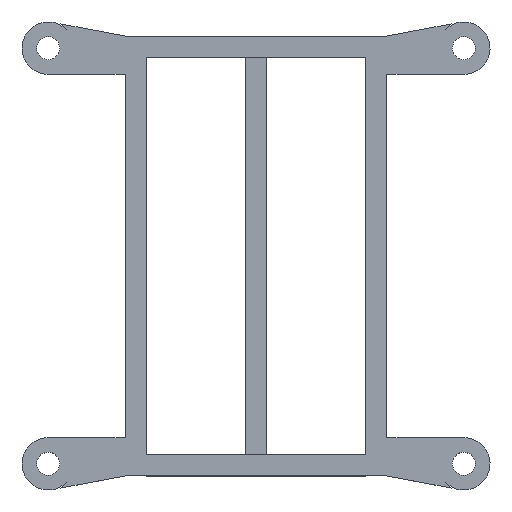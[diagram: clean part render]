
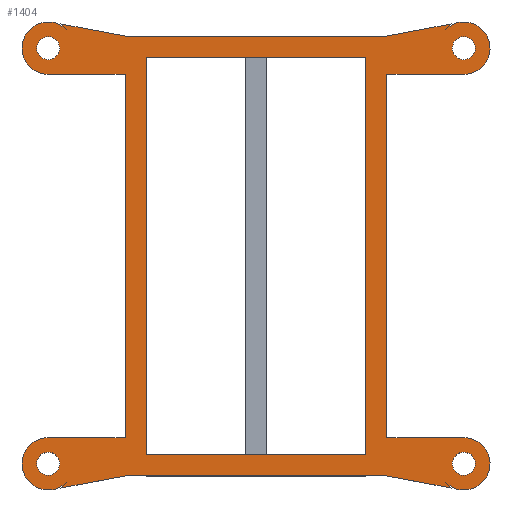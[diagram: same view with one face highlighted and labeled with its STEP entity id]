
A CAD part, top view. The second image highlights one B-rep face of the part: STEP entity #1404.
In plain terms, the highlighted planar face has unit normal (0, 0, 1).
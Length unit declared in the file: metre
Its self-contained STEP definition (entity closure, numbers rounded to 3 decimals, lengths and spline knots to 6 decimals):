
#20=CIRCLE('',#1464,0.0011);
#22=CIRCLE('',#1467,0.0011);
#24=CIRCLE('',#1470,0.0011);
#26=CIRCLE('',#1473,0.0011);
#40=CIRCLE('',#1498,0.0025);
#41=CIRCLE('',#1505,0.0025);
#42=CIRCLE('',#1510,0.0025);
#43=CIRCLE('',#1516,0.0025);
#268=ORIENTED_EDGE('',*,*,#484,.F.);
#269=ORIENTED_EDGE('',*,*,#562,.T.);
#270=ORIENTED_EDGE('',*,*,#611,.T.);
#271=ORIENTED_EDGE('',*,*,#605,.F.);
#272=ORIENTED_EDGE('',*,*,#600,.T.);
#273=ORIENTED_EDGE('',*,*,#598,.F.);
#274=ORIENTED_EDGE('',*,*,#596,.T.);
#275=ORIENTED_EDGE('',*,*,#594,.F.);
#276=ORIENTED_EDGE('',*,*,#479,.F.);
#277=ORIENTED_EDGE('',*,*,#593,.T.);
#278=ORIENTED_EDGE('',*,*,#591,.F.);
#279=ORIENTED_EDGE('',*,*,#589,.T.);
#280=ORIENTED_EDGE('',*,*,#587,.F.);
#281=ORIENTED_EDGE('',*,*,#585,.T.);
#282=ORIENTED_EDGE('',*,*,#580,.F.);
#283=ORIENTED_EDGE('',*,*,#578,.F.);
#284=ORIENTED_EDGE('',*,*,#576,.T.);
#285=ORIENTED_EDGE('',*,*,#574,.F.);
#286=ORIENTED_EDGE('',*,*,#572,.T.);
#287=ORIENTED_EDGE('',*,*,#567,.T.);
#288=ORIENTED_EDGE('',*,*,#565,.F.);
#289=ORIENTED_EDGE('',*,*,#482,.T.);
#290=ORIENTED_EDGE('',*,*,#541,.T.);
#291=ORIENTED_EDGE('',*,*,#607,.F.);
#292=ORIENTED_EDGE('',*,*,#553,.F.);
#293=ORIENTED_EDGE('',*,*,#551,.T.);
#294=ORIENTED_EDGE('',*,*,#480,.F.);
#295=ORIENTED_EDGE('',*,*,#486,.T.);
#479=EDGE_CURVE('',#680,#676,#794,.T.);
#480=EDGE_CURVE('',#681,#681,#20,.T.);
#482=EDGE_CURVE('',#683,#683,#22,.T.);
#484=EDGE_CURVE('',#685,#685,#24,.T.);
#486=EDGE_CURVE('',#687,#687,#26,.T.);
#541=EDGE_CURVE('',#733,#734,#836,.T.);
#551=EDGE_CURVE('',#741,#733,#846,.T.);
#553=EDGE_CURVE('',#741,#742,#848,.T.);
#562=EDGE_CURVE('',#749,#750,#40,.T.);
#565=EDGE_CURVE('',#749,#751,#859,.T.);
#567=EDGE_CURVE('',#752,#751,#861,.T.);
#572=EDGE_CURVE('',#755,#752,#866,.T.);
#574=EDGE_CURVE('',#755,#756,#868,.T.);
#576=EDGE_CURVE('',#757,#756,#870,.T.);
#578=EDGE_CURVE('',#757,#758,#41,.T.);
#580=EDGE_CURVE('',#758,#759,#873,.T.);
#585=EDGE_CURVE('',#762,#759,#878,.T.);
#587=EDGE_CURVE('',#762,#763,#880,.T.);
#589=EDGE_CURVE('',#764,#763,#42,.T.);
#591=EDGE_CURVE('',#764,#765,#883,.T.);
#593=EDGE_CURVE('',#680,#765,#885,.T.);
#594=EDGE_CURVE('',#676,#766,#886,.T.);
#596=EDGE_CURVE('',#767,#766,#888,.T.);
#598=EDGE_CURVE('',#767,#768,#43,.T.);
#600=EDGE_CURVE('',#769,#768,#891,.T.);
#605=EDGE_CURVE('',#769,#772,#896,.T.);
#607=EDGE_CURVE('',#742,#734,#898,.T.);
#611=EDGE_CURVE('',#750,#772,#902,.T.);
#676=VERTEX_POINT('',#1981);
#680=VERTEX_POINT('',#1989);
#681=VERTEX_POINT('',#1993);
#683=VERTEX_POINT('',#1998);
#685=VERTEX_POINT('',#2003);
#687=VERTEX_POINT('',#2008);
#733=VERTEX_POINT('',#2117);
#734=VERTEX_POINT('',#2118);
#741=VERTEX_POINT('',#2136);
#742=VERTEX_POINT('',#2140);
#749=VERTEX_POINT('',#2157);
#750=VERTEX_POINT('',#2158);
#751=VERTEX_POINT('',#2163);
#752=VERTEX_POINT('',#2167);
#755=VERTEX_POINT('',#2176);
#756=VERTEX_POINT('',#2180);
#757=VERTEX_POINT('',#2184);
#758=VERTEX_POINT('',#2188);
#759=VERTEX_POINT('',#2192);
#762=VERTEX_POINT('',#2201);
#763=VERTEX_POINT('',#2205);
#764=VERTEX_POINT('',#2209);
#765=VERTEX_POINT('',#2213);
#766=VERTEX_POINT('',#2219);
#767=VERTEX_POINT('',#2223);
#768=VERTEX_POINT('',#2227);
#769=VERTEX_POINT('',#2231);
#772=VERTEX_POINT('',#2240);
#794=LINE('',#1990,#959);
#836=LINE('',#2116,#1001);
#846=LINE('',#2135,#1011);
#848=LINE('',#2139,#1013);
#859=LINE('',#2162,#1024);
#861=LINE('',#2166,#1026);
#866=LINE('',#2175,#1031);
#868=LINE('',#2179,#1033);
#870=LINE('',#2183,#1035);
#873=LINE('',#2191,#1038);
#878=LINE('',#2200,#1043);
#880=LINE('',#2204,#1045);
#883=LINE('',#2212,#1048);
#885=LINE('',#2216,#1050);
#886=LINE('',#2218,#1051);
#888=LINE('',#2222,#1053);
#891=LINE('',#2230,#1056);
#896=LINE('',#2239,#1061);
#898=LINE('',#2243,#1063);
#902=LINE('',#2250,#1067);
#959=VECTOR('',#1587,1.);
#1001=VECTOR('',#1693,1.);
#1011=VECTOR('',#1705,1.);
#1013=VECTOR('',#1709,1.);
#1024=VECTOR('',#1726,1.);
#1026=VECTOR('',#1730,1.);
#1031=VECTOR('',#1737,1.);
#1033=VECTOR('',#1741,1.);
#1035=VECTOR('',#1745,1.);
#1038=VECTOR('',#1754,1.);
#1043=VECTOR('',#1761,1.);
#1045=VECTOR('',#1765,1.);
#1048=VECTOR('',#1774,1.);
#1050=VECTOR('',#1778,1.);
#1051=VECTOR('',#1781,1.);
#1053=VECTOR('',#1785,1.);
#1056=VECTOR('',#1794,1.);
#1061=VECTOR('',#1801,1.);
#1063=VECTOR('',#1805,1.);
#1067=VECTOR('',#1811,1.);
#1162=EDGE_LOOP('',(#268));
#1163=EDGE_LOOP('',(#269,#270,#271,#272,#273,#274,#275,#276,#277,#278,#279,
#280,#281,#282,#283,#284,#285,#286,#287,#288));
#1164=EDGE_LOOP('',(#289));
#1165=EDGE_LOOP('',(#290,#291,#292,#293));
#1166=EDGE_LOOP('',(#294));
#1167=EDGE_LOOP('',(#295));
#1259=FACE_BOUND('',#1162,.T.);
#1260=FACE_BOUND('',#1163,.T.);
#1261=FACE_BOUND('',#1164,.T.);
#1262=FACE_BOUND('',#1165,.T.);
#1263=FACE_BOUND('',#1166,.T.);
#1264=FACE_BOUND('',#1167,.T.);
#1340=PLANE('',#1521);
#1404=ADVANCED_FACE('',(#1259,#1260,#1261,#1262,#1263,#1264),#1340,.F.);
#1464=AXIS2_PLACEMENT_3D('',#1992,#1590,#1591);
#1467=AXIS2_PLACEMENT_3D('',#1997,#1596,#1597);
#1470=AXIS2_PLACEMENT_3D('',#2002,#1602,#1603);
#1473=AXIS2_PLACEMENT_3D('',#2007,#1608,#1609);
#1498=AXIS2_PLACEMENT_3D('',#2156,#1720,#1721);
#1505=AXIS2_PLACEMENT_3D('',#2187,#1749,#1750);
#1510=AXIS2_PLACEMENT_3D('',#2208,#1769,#1770);
#1516=AXIS2_PLACEMENT_3D('',#2226,#1789,#1790);
#1521=AXIS2_PLACEMENT_3D('',#2251,#1812,#1813);
#1587=DIRECTION('',(-1.,0.,0.));
#1590=DIRECTION('',(0.,0.,1.));
#1591=DIRECTION('',(1.,0.,0.));
#1596=DIRECTION('',(0.,0.,-1.));
#1597=DIRECTION('',(1.,0.,0.));
#1602=DIRECTION('',(0.,0.,1.));
#1603=DIRECTION('',(1.,0.,0.));
#1608=DIRECTION('',(0.,0.,-1.));
#1609=DIRECTION('',(1.,0.,0.));
#1693=DIRECTION('',(0.,1.,0.));
#1705=DIRECTION('',(-1.,0.,0.));
#1709=DIRECTION('',(0.,1.,0.));
#1720=DIRECTION('',(0.,0.,1.));
#1721=DIRECTION('',(1.,0.,0.));
#1726=DIRECTION('',(-0.707,0.707,0.));
#1730=DIRECTION('',(-0.982,0.186,0.));
#1737=DIRECTION('',(-1.,0.,0.));
#1741=DIRECTION('',(0.982,0.186,0.));
#1745=DIRECTION('',(0.707,0.707,0.));
#1749=DIRECTION('',(0.,0.,-1.));
#1750=DIRECTION('',(-1.,0.,0.));
#1754=DIRECTION('',(-1.,0.,0.));
#1761=DIRECTION('',(0.,1.,0.));
#1765=DIRECTION('',(1.,0.,0.));
#1769=DIRECTION('',(0.,0.,1.));
#1770=DIRECTION('',(1.,0.,0.));
#1774=DIRECTION('',(0.707,-0.707,0.));
#1778=DIRECTION('',(0.982,-0.186,0.));
#1781=DIRECTION('',(-0.982,-0.186,0.));
#1785=DIRECTION('',(-0.707,-0.707,0.));
#1789=DIRECTION('',(0.,0.,-1.));
#1790=DIRECTION('',(-1.,0.,0.));
#1794=DIRECTION('',(-1.,0.,0.));
#1801=DIRECTION('',(0.,1.,0.));
#1805=DIRECTION('',(-1.,0.,0.));
#1811=DIRECTION('',(1.,0.,0.));
#1812=DIRECTION('',(0.,0.,-1.));
#1813=DIRECTION('',(1.,0.,0.));
#1981=CARTESIAN_POINT('',(-0.0125,-0.021,0.));
#1989=CARTESIAN_POINT('',(0.0125,-0.021,0.));
#1990=CARTESIAN_POINT('',(-0.0115,-0.021,0.));
#1992=CARTESIAN_POINT('',(0.01985,-0.01985,0.));
#1993=CARTESIAN_POINT('',(0.02095,-0.01985,0.));
#1997=CARTESIAN_POINT('',(-0.01985,-0.01985,0.));
#1998=CARTESIAN_POINT('',(-0.01875,-0.01985,0.));
#2002=CARTESIAN_POINT('',(-0.01985,0.01985,0.));
#2003=CARTESIAN_POINT('',(-0.01875,0.01985,0.));
#2007=CARTESIAN_POINT('',(0.01985,0.01985,0.));
#2008=CARTESIAN_POINT('',(0.02095,0.01985,0.));
#2116=CARTESIAN_POINT('',(-0.0105,-0.01,0.));
#2117=CARTESIAN_POINT('',(-0.0105,-0.019,0.));
#2118=CARTESIAN_POINT('',(-0.0105,0.019,0.));
#2135=CARTESIAN_POINT('',(0.00575,-0.019,0.));
#2136=CARTESIAN_POINT('',(0.0105,-0.019,0.));
#2139=CARTESIAN_POINT('',(0.0105,0.01,0.));
#2140=CARTESIAN_POINT('',(0.0105,0.019,0.));
#2156=CARTESIAN_POINT('',(-0.01985,0.01985,0.));
#2157=CARTESIAN_POINT('',(-0.018082,0.021618,0.));
#2158=CARTESIAN_POINT('',(-0.01985,0.01735,0.));
#2162=CARTESIAN_POINT('',(-0.022502,0.026037,0.));
#2163=CARTESIAN_POINT('',(-0.018627,0.022163,0.));
#2166=CARTESIAN_POINT('',(-0.015942,0.021653,0.));
#2167=CARTESIAN_POINT('',(-0.0125,0.021,0.));
#2175=CARTESIAN_POINT('',(-0.0115,0.021,0.));
#2176=CARTESIAN_POINT('',(0.0125,0.021,0.));
#2179=CARTESIAN_POINT('',(0.015942,0.021653,0.));
#2180=CARTESIAN_POINT('',(0.018627,0.022163,0.));
#2183=CARTESIAN_POINT('',(0.022502,0.026037,0.));
#2184=CARTESIAN_POINT('',(0.018082,0.021618,0.));
#2187=CARTESIAN_POINT('',(0.01985,0.01985,0.));
#2188=CARTESIAN_POINT('',(0.01985,0.01735,0.));
#2191=CARTESIAN_POINT('',(0.016175,0.01735,0.));
#2192=CARTESIAN_POINT('',(0.0125,0.01735,0.));
#2200=CARTESIAN_POINT('',(0.0125,0.009175,0.));
#2201=CARTESIAN_POINT('',(0.0125,-0.01735,0.));
#2204=CARTESIAN_POINT('',(0.016175,-0.01735,0.));
#2205=CARTESIAN_POINT('',(0.01985,-0.01735,0.));
#2208=CARTESIAN_POINT('',(0.01985,-0.01985,0.));
#2209=CARTESIAN_POINT('',(0.018082,-0.021618,0.));
#2212=CARTESIAN_POINT('',(0.022502,-0.026037,0.));
#2213=CARTESIAN_POINT('',(0.018627,-0.022163,0.));
#2216=CARTESIAN_POINT('',(0.015942,-0.021653,0.));
#2218=CARTESIAN_POINT('',(-0.015942,-0.021653,0.));
#2219=CARTESIAN_POINT('',(-0.018627,-0.022163,0.));
#2222=CARTESIAN_POINT('',(-0.022502,-0.026037,0.));
#2223=CARTESIAN_POINT('',(-0.018082,-0.021618,0.));
#2226=CARTESIAN_POINT('',(-0.01985,-0.01985,0.));
#2227=CARTESIAN_POINT('',(-0.01985,-0.01735,0.));
#2230=CARTESIAN_POINT('',(-0.016175,-0.01735,0.));
#2231=CARTESIAN_POINT('',(-0.0125,-0.01735,0.));
#2239=CARTESIAN_POINT('',(-0.0125,-0.009175,0.));
#2240=CARTESIAN_POINT('',(-0.0125,0.01735,0.));
#2243=CARTESIAN_POINT('',(-0.00575,0.019,0.));
#2250=CARTESIAN_POINT('',(-0.016175,0.01735,0.));
#2251=CARTESIAN_POINT('',(0.,0.,0.));
